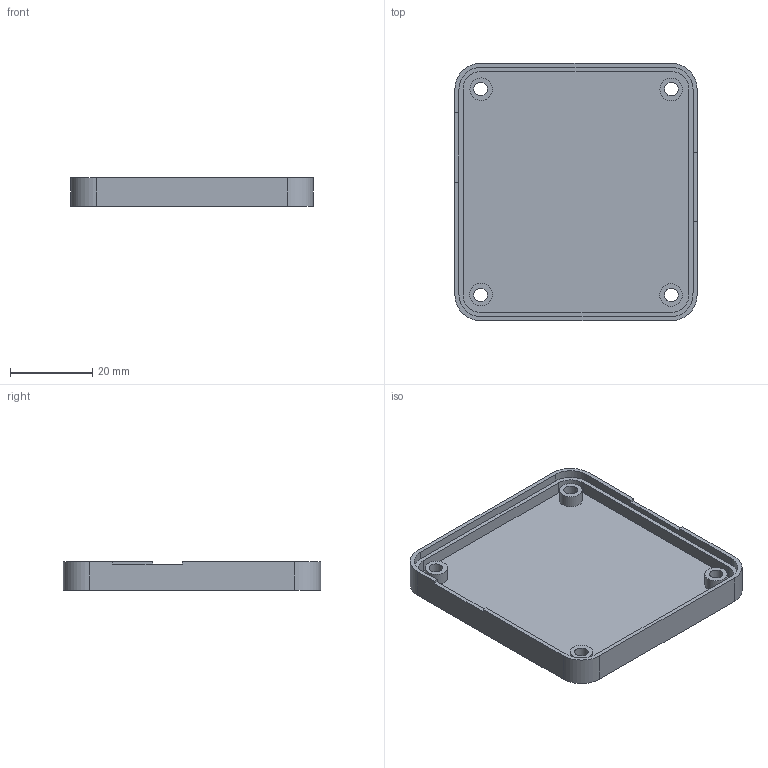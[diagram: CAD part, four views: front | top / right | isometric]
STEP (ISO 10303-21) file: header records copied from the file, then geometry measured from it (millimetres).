
FILE_DESCRIPTION(/* description */ (''),/* implementation_level */ '2;1');
FILE_NAME(/* name */ 'ATX SW If box top v1.step',/* time_stamp */ '2024-09-22T18:33:47+01:00',/* author */ (''),/* organization */ (''),/* preprocessor_version */ 'ST-DEVELOPER v20',/* originating_system */ 'Autodesk Translation Framework v13.20.0.188',/* authorisation */ '');
FILE_SCHEMA (('AUTOMOTIVE_DESIGN { 1 0 10303 214 3 1 1 }'));
Length unit declared in the file: millimetre
Products named in the file (3): ATX SW Interface box v1; Box base v2; Bottom text
Assembly tree (2 placements, depth 2):
  ATX SW Interface box v1
    Box base v2
    Bottom text
Bounding box: 58.88 x 62.56 x 7 mm (x, y, z)
Volume: 9177.5 mm3; surface area: 11127.9 mm2
Topology: 16 solids, 16 shells, 600 faces, 1628 edges, 1084 vertices
Faces by surface type: plane 316, bspline 260, cylinder 20, cone 4
Full cylindrical faces by diameter (mm): 3.3 x4, 5.5 x4
Entity records: 21241 total; most frequent: CARTESIAN_POINT 7737, ORIENTED_EDGE 3256, DIRECTION 1842, EDGE_CURVE 1628, VERTEX_POINT 1084, LINE 1064, VECTOR 1064, EDGE_LOOP 640
